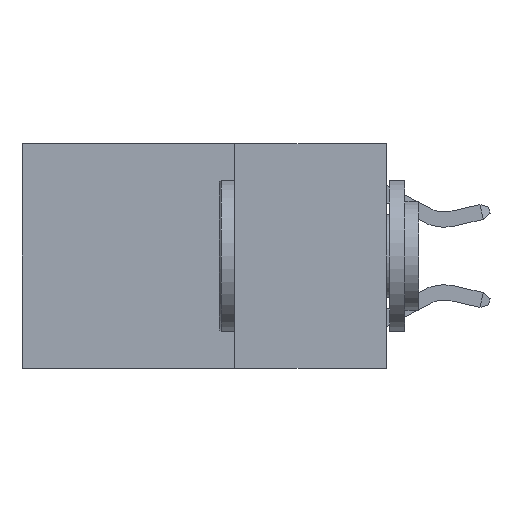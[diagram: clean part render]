
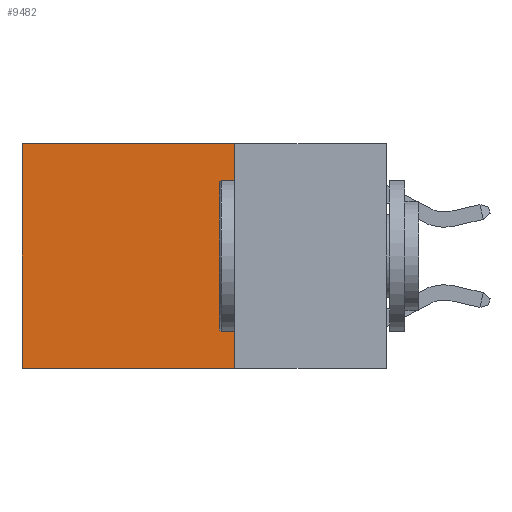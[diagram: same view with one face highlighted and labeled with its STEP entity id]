
A CAD part, left-side view. The second image highlights one B-rep face of the part: STEP entity #9482.
In plain terms, the highlighted planar face has unit normal (-1, 0, 0).
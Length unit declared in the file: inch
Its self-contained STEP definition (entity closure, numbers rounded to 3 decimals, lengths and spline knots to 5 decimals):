
#1144 = PLANE ( 'NONE',  #5944 ) ;
#1279 = CARTESIAN_POINT ( 'NONE',  ( 0.2625, 0.25, -0.37 ) ) ;
#1295 = EDGE_LOOP ( 'NONE', ( #1840, #1976, #7464, #12374 ) ) ;
#1405 = LINE ( 'NONE', #5371, #12630 ) ;
#1684 = LINE ( 'NONE', #5640, #9955 ) ;
#1840 = ORIENTED_EDGE ( 'NONE', *, *, #5541, .T. ) ;
#1899 = CARTESIAN_POINT ( 'NONE',  ( 0.2625, 0.6, 0. ) ) ;
#1976 = ORIENTED_EDGE ( 'NONE', *, *, #11497, .F. ) ;
#2142 = DIRECTION ( 'NONE',  ( 0., 0., -1. ) ) ;
#2463 = DIRECTION ( 'NONE',  ( 0., 1., 0. ) ) ;
#3294 = CARTESIAN_POINT ( 'NONE',  ( 0.2625, 0.25, -0.37 ) ) ;
#3516 = VERTEX_POINT ( 'NONE', #1899 ) ;
#3737 = DIRECTION ( 'NONE',  ( 0., 0., -1. ) ) ;
#4239 = EDGE_CURVE ( 'NONE', #6767, #9759, #8863, .T. ) ;
#4249 = CARTESIAN_POINT ( 'NONE',  ( 0.2625, 0.25, 0. ) ) ;
#5119 = CARTESIAN_POINT ( 'NONE',  ( 0.2625, 0.25, 0. ) ) ;
#5371 = CARTESIAN_POINT ( 'NONE',  ( 0.2625, 0.25, 0. ) ) ;
#5541 = EDGE_CURVE ( 'NONE', #3516, #7091, #1684, .T. ) ;
#5640 = CARTESIAN_POINT ( 'NONE',  ( 0.2625, 0.6, 0. ) ) ;
#5944 = AXIS2_PLACEMENT_3D ( 'NONE', #5119, #8014, #2142 ) ;
#6767 = VERTEX_POINT ( 'NONE', #8787 ) ;
#7032 = DIRECTION ( 'NONE',  ( 0., 0., -1. ) ) ;
#7091 = VERTEX_POINT ( 'NONE', #11675 ) ;
#7464 = ORIENTED_EDGE ( 'NONE', *, *, #4239, .F. ) ;
#8014 = DIRECTION ( 'NONE',  ( 1., 0., 0. ) ) ;
#8787 = CARTESIAN_POINT ( 'NONE',  ( 0.2625, 0.25, 0. ) ) ;
#8863 = LINE ( 'NONE', #4249, #11569 ) ;
#9482 = ADVANCED_FACE ( 'NONE', ( #10903 ), #1144, .F. ) ;
#9759 = VERTEX_POINT ( 'NONE', #3294 ) ;
#9955 = VECTOR ( 'NONE', #3737, 39.37008 ) ;
#10091 = LINE ( 'NONE', #1279, #10999 ) ;
#10903 = FACE_OUTER_BOUND ( 'NONE', #1295, .T. ) ;
#10999 = VECTOR ( 'NONE', #11374, 39.37008 ) ;
#11374 = DIRECTION ( 'NONE',  ( 0., 1., 0. ) ) ;
#11497 = EDGE_CURVE ( 'NONE', #9759, #7091, #10091, .T. ) ;
#11569 = VECTOR ( 'NONE', #7032, 39.37008 ) ;
#11675 = CARTESIAN_POINT ( 'NONE',  ( 0.2625, 0.6, -0.37 ) ) ;
#11897 = EDGE_CURVE ( 'NONE', #6767, #3516, #1405, .T. ) ;
#12374 = ORIENTED_EDGE ( 'NONE', *, *, #11897, .T. ) ;
#12630 = VECTOR ( 'NONE', #2463, 39.37008 ) ;
